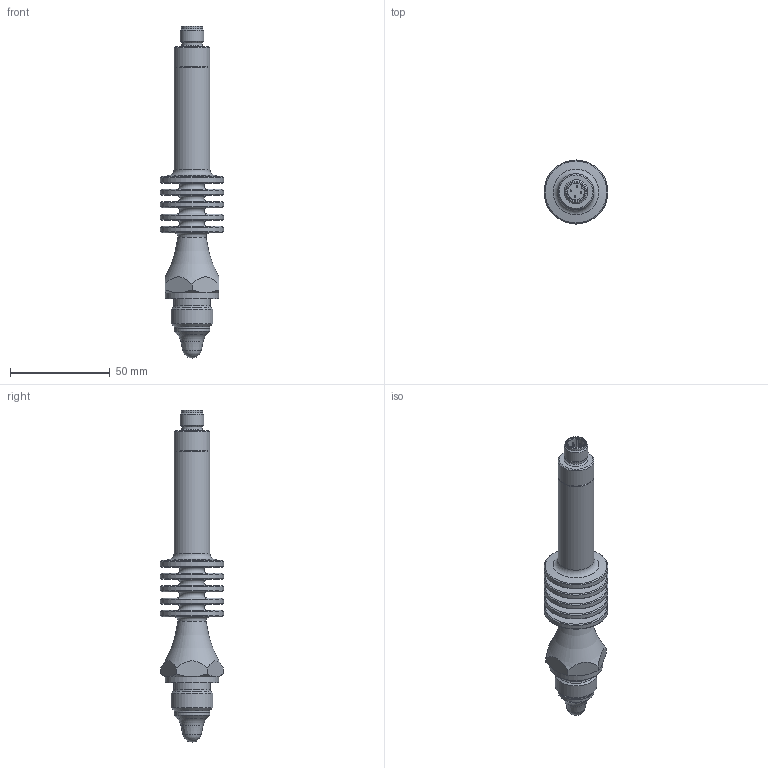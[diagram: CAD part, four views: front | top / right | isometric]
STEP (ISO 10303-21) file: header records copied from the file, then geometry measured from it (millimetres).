
FILE_DESCRIPTION( ( 'Unknown' ), '1' );
FILE_NAME( 'LBFS-x3Exx.x.stp', 'Unknown', ( 'Unknown' ), ( 'Unknown' ), 'PSStep 15.0.49', 'Unknown', ' ' );
FILE_SCHEMA( ( 'AUTOMOTIVE_DESIGN { 1 0 10303 214 1 1 1 1 }' ) );
Length unit declared in the file: millimetre
Products named in the file (1): 11108652_Ny spænde flade
Bounding box: 32 x 32 x 166.11 mm (x, y, z)
Volume: 34582.7 mm3; surface area: 23768.8 mm2
Topology: 1 solids, 5 shells, 244 faces, 590 edges, 379 vertices
Faces by surface type: plane 98, cylinder 80, cone 38, torus 26, sphere 2
Full cylindrical faces by diameter (mm): 8 x1, 8.3 x1, 9.4 x1, 9.6 x1, 10 x1, 10.4 x1, 10.6 x1, 12 x1, 12.6 x1, 12.9 x1, 12.917 x1, 15 x1, 15.15 x2, 15.45 x3, 15.5 x1, 16.5 x1, 18 x4, 18.4 x1, 20.955 x1, 24 x1, 26.9 x1, 32 x5
Entity records: 8732 total; most frequent: CARTESIAN_POINT 1569, DIRECTION 1094, ORIENTED_EDGE 948, EDGE_CURVE 474, AXIS2_PLACEMENT_3D 447, EDGE_LOOP 353, VERTEX_POINT 346, FACE_OUTER_BOUND 290
